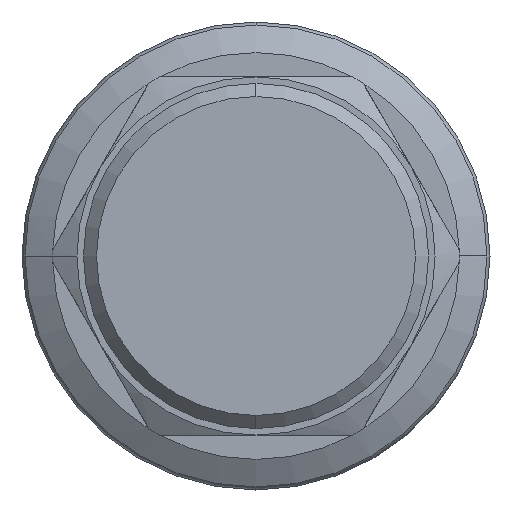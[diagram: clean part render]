
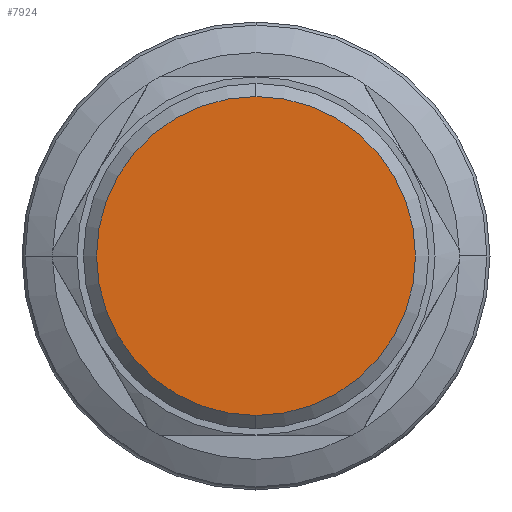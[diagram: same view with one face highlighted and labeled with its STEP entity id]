
A CAD part, left-side view. The second image highlights one B-rep face of the part: STEP entity #7924.
In plain terms, the highlighted planar face has unit normal (-1, 0, 0).
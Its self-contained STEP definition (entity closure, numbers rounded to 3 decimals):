
#304 = EDGE_CURVE ( 'NONE', #13693, #2578, #7609, .T. ) ;
#1834 = CARTESIAN_POINT ( 'NONE',  ( -11.15, 0., 0. ) ) ;
#2578 = VERTEX_POINT ( 'NONE', #3325 ) ;
#2865 = DIRECTION ( 'NONE',  ( -1., 0., 0. ) ) ;
#2996 = ORIENTED_EDGE ( 'NONE', *, *, #5129, .T. ) ;
#3325 = CARTESIAN_POINT ( 'NONE',  ( -11.15, 0., -18.35 ) ) ;
#4712 = CARTESIAN_POINT ( 'NONE',  ( -11.15, 0., 0. ) ) ;
#4761 = DIRECTION ( 'NONE',  ( 0., 0., 1. ) ) ;
#5129 = EDGE_CURVE ( 'NONE', #2578, #13693, #14026, .T. ) ;
#5727 = ORIENTED_EDGE ( 'NONE', *, *, #304, .T. ) ;
#5899 = CARTESIAN_POINT ( 'NONE',  ( -11.15, 0., 18.35 ) ) ;
#6273 = CARTESIAN_POINT ( 'NONE',  ( -11.15, 0., 0. ) ) ;
#6382 = DIRECTION ( 'NONE',  ( 1., 0., 0. ) ) ;
#7609 = CIRCLE ( 'NONE', #8138, 18.35 ) ;
#7635 = DIRECTION ( 'NONE',  ( 0., 0., 1. ) ) ;
#7924 = ADVANCED_FACE ( 'NONE', ( #14804 ), #8620, .F. ) ;
#8119 = AXIS2_PLACEMENT_3D ( 'NONE', #4712, #11790, #4761 ) ;
#8138 = AXIS2_PLACEMENT_3D ( 'NONE', #1834, #2865, #7635 ) ;
#8620 = PLANE ( 'NONE',  #13517 ) ;
#8878 = EDGE_LOOP ( 'NONE', ( #2996, #5727 ) ) ;
#9900 = DIRECTION ( 'NONE',  ( 0., 0., -1. ) ) ;
#11790 = DIRECTION ( 'NONE',  ( -1., 0., 0. ) ) ;
#13517 = AXIS2_PLACEMENT_3D ( 'NONE', #6273, #6382, #9900 ) ;
#13693 = VERTEX_POINT ( 'NONE', #5899 ) ;
#14026 = CIRCLE ( 'NONE', #8119, 18.35 ) ;
#14804 = FACE_OUTER_BOUND ( 'NONE', #8878, .T. ) ;
